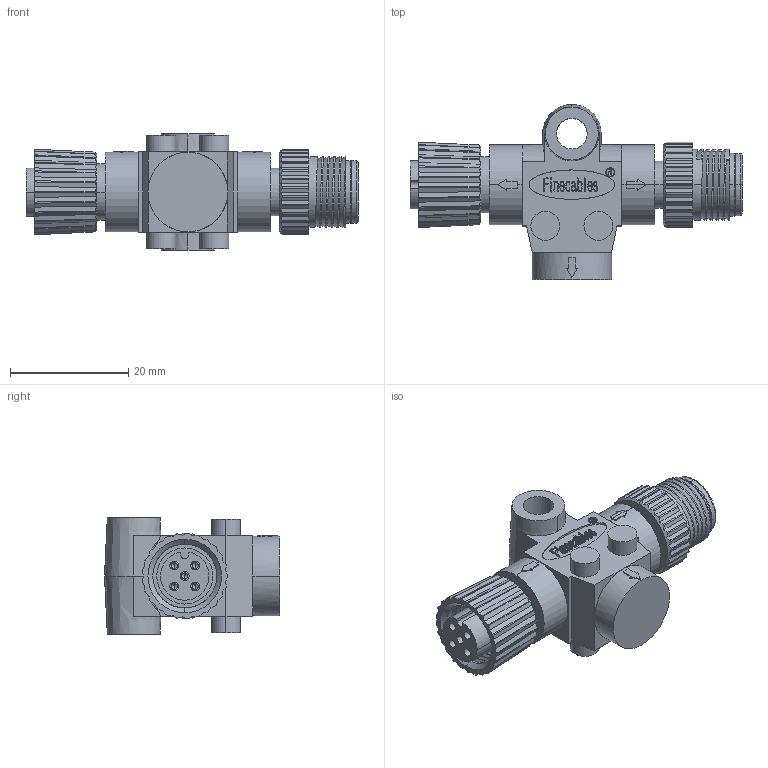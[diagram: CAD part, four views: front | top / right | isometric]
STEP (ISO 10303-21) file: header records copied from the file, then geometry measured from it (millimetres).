
FILE_DESCRIPTION (( 'STEP AP203' ), '1' );
FILE_NAME ('P256.STEP', '2020-03-31T06:47:37', ( 'edpusr' ), ( 'Microsoft' ), 'SwSTEP 2.0', 'SolidWorks 2015', '' );
FILE_SCHEMA (( 'CONFIG_CONTROL_DESIGN' ));
Length unit declared in the file: millimetre
Products named in the file (1): P256
Bounding box: 56.2 x 29.63 x 19.7 mm (x, y, z)
Volume: 9544.4 mm3; surface area: 6221.3 mm2
Topology: 1 solids, 1 shells, 875 faces, 2379 edges, 1554 vertices
Faces by surface type: plane 391, cylinder 213, bspline 198, cone 73
Entity records: 38223 total; most frequent: CARTESIAN_POINT 17273, ORIENTED_EDGE 4730, DIRECTION 3736, EDGE_CURVE 2365, VERTEX_POINT 1552, LINE 1352, VECTOR 1352, AXIS2_PLACEMENT_3D 1192
